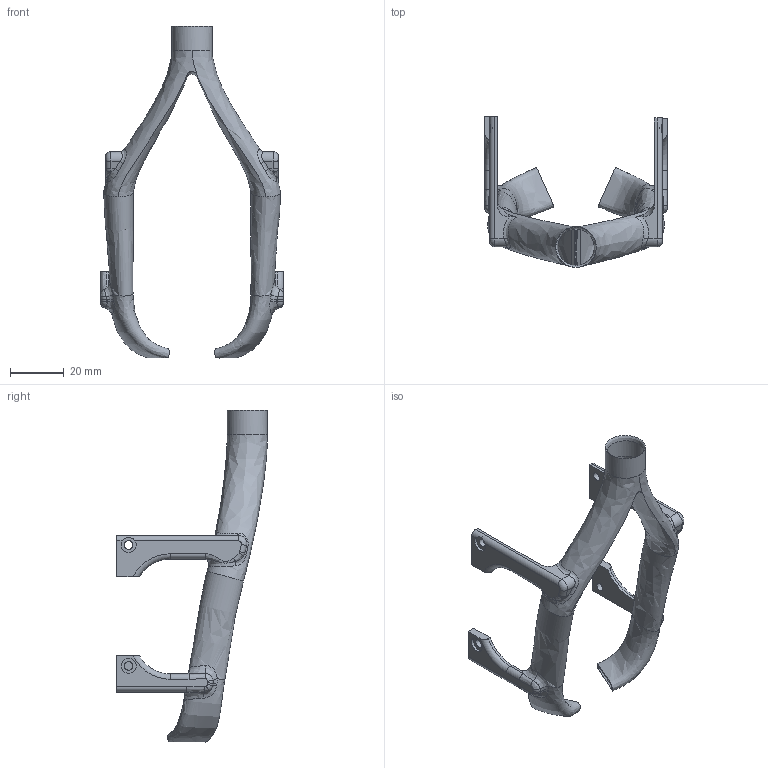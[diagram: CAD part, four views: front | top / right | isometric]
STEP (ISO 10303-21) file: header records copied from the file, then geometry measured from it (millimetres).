
FILE_DESCRIPTION(/* description */ ('STEP AP242','CAx-IF Rec.Pracs.---Representation and Presentation of Product Manufacturing Information (PMI)---4.0---2014-10-13','CAx-IF Rec.Pracs.---3D Tessellated Geometry---0.4---2014-09-14','2;1'),/* implementation_level */ '2;1');
FILE_NAME(/* name */ '67e6cfac32aefa59a9ddd10a',/* time_stamp */ '2025-03-28T16:34:53Z',/* author */ (''),/* organization */ (''),/* preprocessor_version */ 'ST-DEVELOPER v20',/* originating_system */ 'ONSHAPE BY PTC INC, 1.195',/* authorisation */ ' ');
FILE_SCHEMA (('AP242_MANAGED_MODEL_BASED_3D_ENGINEERING_MIM_LF { 1 0 10303 442 1 1 4 }'));
Length unit declared in the file: metre
Products named in the file (1): toob
Bounding box: 68 x 56.2 x 123.63 mm (x, y, z)
Volume: 11472.4 mm3; surface area: 22154.7 mm2
Topology: 1 solids, 1 shells, 158 faces, 419 edges, 265 vertices
Faces by surface type: bspline 64, plane 44, cylinder 38, torus 12
Full cylindrical faces by diameter (mm): 3.2 x4, 5.625 x2, 5.65 x2, 13.6 x1, 15 x1
Entity records: 10640 total; most frequent: CARTESIAN_POINT 7259, ORIENTED_EDGE 788, DIRECTION 545, EDGE_CURVE 394, VERTEX_POINT 259, AXIS2_PLACEMENT_3D 227, EDGE_LOOP 191, FACE_BOUND 191
